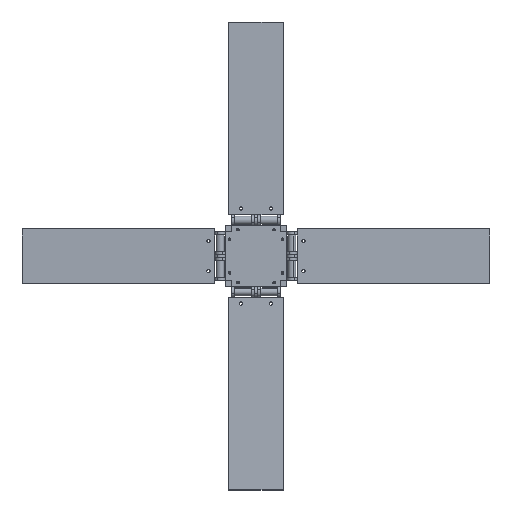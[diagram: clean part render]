
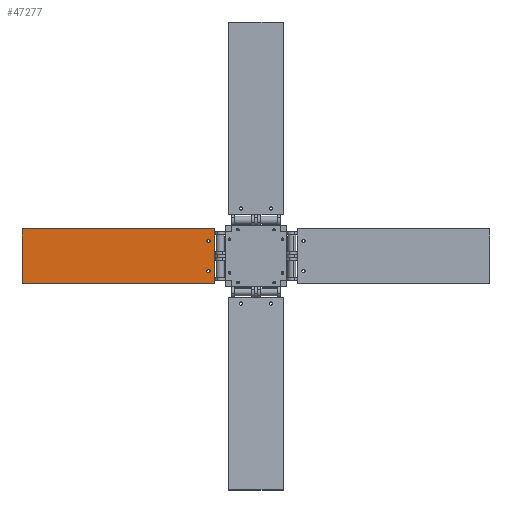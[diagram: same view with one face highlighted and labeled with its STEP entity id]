
A CAD part, front view. The second image highlights one B-rep face of the part: STEP entity #47277.
In plain terms, the highlighted free-form (B-spline) face has degree [1, 1] with [2, 2] control points.
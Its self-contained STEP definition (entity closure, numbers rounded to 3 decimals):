
#47076 = VERTEX_POINT('',#47077);
#47077 = CARTESIAN_POINT('',(59.947,372.151,
    301.937));
#47082 = EDGE_CURVE('',#47083,#47076,#47085,.T.);
#47083 = VERTEX_POINT('',#47084);
#47084 = CARTESIAN_POINT('',(59.947,372.151,
    308.265));
#47085 = ( BOUNDED_CURVE() B_SPLINE_CURVE(2,(#47086,#47087,#47088,#47089
,#47090),.UNSPECIFIED.,.F.,.F.) B_SPLINE_CURVE_WITH_KNOTS((3,2,3),(
    3.142,4.712,6.283),
.PIECEWISE_BEZIER_KNOTS.) CURVE() GEOMETRIC_REPRESENTATION_ITEM() 
RATIONAL_B_SPLINE_CURVE((1.,0.707,1.,0.707,1.)) 
REPRESENTATION_ITEM('') );
#47086 = CARTESIAN_POINT('',(59.947,372.151,
    308.265));
#47087 = CARTESIAN_POINT('',(56.784,372.228,
    308.265));
#47088 = CARTESIAN_POINT('',(56.784,372.228,
    305.101));
#47089 = CARTESIAN_POINT('',(56.784,372.228,
    301.937));
#47090 = CARTESIAN_POINT('',(59.947,372.151,
    301.937));
#47124 = VERTEX_POINT('',#47125);
#47125 = CARTESIAN_POINT('',(59.947,372.151,
    244.411));
#47130 = EDGE_CURVE('',#47131,#47124,#47133,.T.);
#47131 = VERTEX_POINT('',#47132);
#47132 = CARTESIAN_POINT('',(59.947,372.151,
    250.739));
#47133 = ( BOUNDED_CURVE() B_SPLINE_CURVE(2,(#47134,#47135,#47136,#47137
,#47138),.UNSPECIFIED.,.F.,.F.) B_SPLINE_CURVE_WITH_KNOTS((3,2,3),(
    3.142,4.712,6.283),
.PIECEWISE_BEZIER_KNOTS.) CURVE() GEOMETRIC_REPRESENTATION_ITEM() 
RATIONAL_B_SPLINE_CURVE((1.,0.707,1.,0.707,1.)) 
REPRESENTATION_ITEM('') );
#47134 = CARTESIAN_POINT('',(59.947,372.151,
    250.739));
#47135 = CARTESIAN_POINT('',(56.784,372.228,
    250.739));
#47136 = CARTESIAN_POINT('',(56.784,372.228,
    247.575));
#47137 = CARTESIAN_POINT('',(56.784,372.228,
    244.411));
#47138 = CARTESIAN_POINT('',(59.947,372.151,
    244.411));
#47179 = VERTEX_POINT('',#47180);
#47180 = CARTESIAN_POINT('',(71.449,371.872,
    224.564));
#47185 = EDGE_CURVE('',#47186,#47179,#47188,.T.);
#47186 = VERTEX_POINT('',#47187);
#47187 = CARTESIAN_POINT('',(-296.611,380.808,
    224.564));
#47188 = B_SPLINE_CURVE_WITH_KNOTS('',1,(#47189,#47190),.UNSPECIFIED.,
  .F.,.F.,(2,2),(-320.,0.),.PIECEWISE_BEZIER_KNOTS.);
#47189 = CARTESIAN_POINT('',(-296.611,380.808,
    224.564));
#47190 = CARTESIAN_POINT('',(71.449,371.872,
    224.564));
#47213 = VERTEX_POINT('',#47214);
#47214 = CARTESIAN_POINT('',(71.449,371.872,
    328.112));
#47219 = EDGE_CURVE('',#47179,#47213,#47220,.T.);
#47220 = B_SPLINE_CURVE_WITH_KNOTS('',1,(#47221,#47222),.UNSPECIFIED.,
  .F.,.F.,(2,2),(-90.,0.),.PIECEWISE_BEZIER_KNOTS.);
#47221 = CARTESIAN_POINT('',(71.449,371.872,
    224.564));
#47222 = CARTESIAN_POINT('',(71.449,371.872,
    328.112));
#47241 = VERTEX_POINT('',#47242);
#47242 = CARTESIAN_POINT('',(-296.611,380.808,
    328.112));
#47247 = EDGE_CURVE('',#47213,#47241,#47248,.T.);
#47248 = B_SPLINE_CURVE_WITH_KNOTS('',1,(#47249,#47250),.UNSPECIFIED.,
  .F.,.F.,(2,2),(0.,320.),.PIECEWISE_BEZIER_KNOTS.);
#47249 = CARTESIAN_POINT('',(71.449,371.872,
    328.112));
#47250 = CARTESIAN_POINT('',(-296.611,380.808,
    328.112));
#47267 = EDGE_CURVE('',#47241,#47186,#47268,.T.);
#47268 = B_SPLINE_CURVE_WITH_KNOTS('',1,(#47269,#47270),.UNSPECIFIED.,
  .F.,.F.,(2,2),(0.,90.),.PIECEWISE_BEZIER_KNOTS.);
#47269 = CARTESIAN_POINT('',(-296.611,380.808,
    328.112));
#47270 = CARTESIAN_POINT('',(-296.611,380.808,
    224.564));
#47277 = ADVANCED_FACE('',(#47278,#47284,#47295),#47306,.T.);
#47278 = FACE_BOUND('',#47279,.T.);
#47279 = EDGE_LOOP('',(#47280,#47281,#47282,#47283));
#47280 = ORIENTED_EDGE('',*,*,#47185,.T.);
#47281 = ORIENTED_EDGE('',*,*,#47219,.T.);
#47282 = ORIENTED_EDGE('',*,*,#47247,.T.);
#47283 = ORIENTED_EDGE('',*,*,#47267,.T.);
#47284 = FACE_BOUND('',#47285,.T.);
#47285 = EDGE_LOOP('',(#47286,#47294));
#47286 = ORIENTED_EDGE('',*,*,#47287,.F.);
#47287 = EDGE_CURVE('',#47076,#47083,#47288,.T.);
#47288 = ( BOUNDED_CURVE() B_SPLINE_CURVE(2,(#47289,#47290,#47291,#47292
,#47293),.UNSPECIFIED.,.F.,.F.) B_SPLINE_CURVE_WITH_KNOTS((3,2,3),(0.,
1.571,3.142),.PIECEWISE_BEZIER_KNOTS.) CURVE() 
GEOMETRIC_REPRESENTATION_ITEM() RATIONAL_B_SPLINE_CURVE((1.,
0.707,1.,0.707,1.)) REPRESENTATION_ITEM('') );
#47289 = CARTESIAN_POINT('',(59.947,372.151,
    301.937));
#47290 = CARTESIAN_POINT('',(63.11,372.074,
    301.937));
#47291 = CARTESIAN_POINT('',(63.11,372.074,
    305.101));
#47292 = CARTESIAN_POINT('',(63.11,372.074,
    308.265));
#47293 = CARTESIAN_POINT('',(59.947,372.151,
    308.265));
#47294 = ORIENTED_EDGE('',*,*,#47082,.F.);
#47295 = FACE_BOUND('',#47296,.T.);
#47296 = EDGE_LOOP('',(#47297,#47305));
#47297 = ORIENTED_EDGE('',*,*,#47298,.F.);
#47298 = EDGE_CURVE('',#47124,#47131,#47299,.T.);
#47299 = ( BOUNDED_CURVE() B_SPLINE_CURVE(2,(#47300,#47301,#47302,#47303
,#47304),.UNSPECIFIED.,.F.,.F.) B_SPLINE_CURVE_WITH_KNOTS((3,2,3),(0.,
1.571,3.142),.PIECEWISE_BEZIER_KNOTS.) CURVE() 
GEOMETRIC_REPRESENTATION_ITEM() RATIONAL_B_SPLINE_CURVE((1.,
0.707,1.,0.707,1.)) REPRESENTATION_ITEM('') );
#47300 = CARTESIAN_POINT('',(59.947,372.151,
    244.411));
#47301 = CARTESIAN_POINT('',(63.11,372.074,
    244.411));
#47302 = CARTESIAN_POINT('',(63.11,372.074,
    247.575));
#47303 = CARTESIAN_POINT('',(63.11,372.074,
    250.739));
#47304 = CARTESIAN_POINT('',(59.947,372.151,
    250.739));
#47305 = ORIENTED_EDGE('',*,*,#47130,.F.);
#47306 = B_SPLINE_SURFACE_WITH_KNOTS('',1,1,(
    (#47307,#47308)
    ,(#47309,#47310
    )),.UNSPECIFIED.,.F.,.F.,.F.,(2,2),(2,2),(-45.,45.),(-160.,160.),
  .PIECEWISE_BEZIER_KNOTS.);
#47307 = CARTESIAN_POINT('',(-296.611,380.808,
    328.112));
#47308 = CARTESIAN_POINT('',(71.449,371.872,
    328.112));
#47309 = CARTESIAN_POINT('',(-296.611,380.808,
    224.564));
#47310 = CARTESIAN_POINT('',(71.449,371.872,
    224.564));
